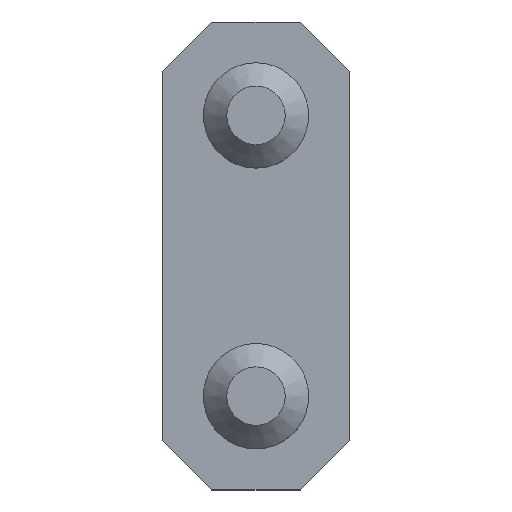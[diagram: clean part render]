
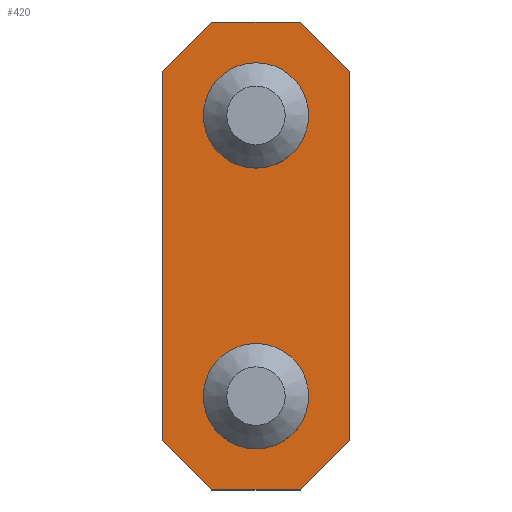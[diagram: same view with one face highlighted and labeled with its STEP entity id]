
A CAD part, top view. The second image highlights one B-rep face of the part: STEP entity #420.
In plain terms, the highlighted planar face has unit normal (0, 0, 1).
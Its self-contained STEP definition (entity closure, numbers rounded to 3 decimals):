
#15=FACE_BOUND('',#97,.T.);
#16=FACE_BOUND('',#98,.T.);
#36=PLANE('',#472);
#68=FACE_OUTER_BOUND('',#96,.T.);
#96=EDGE_LOOP('',(#379,#380,#381,#382,#383,#384,#385,#386));
#97=EDGE_LOOP('',(#387));
#98=EDGE_LOOP('',(#388));
#108=LINE('',#636,#152);
#114=LINE('',#649,#158);
#122=LINE('',#665,#166);
#128=LINE('',#678,#172);
#137=LINE('',#691,#181);
#138=LINE('',#693,#182);
#141=LINE('',#704,#185);
#142=LINE('',#706,#186);
#152=VECTOR('',#520,10.);
#158=VECTOR('',#530,10.);
#166=VECTOR('',#544,10.);
#172=VECTOR('',#554,10.);
#181=VECTOR('',#571,10.);
#182=VECTOR('',#574,10.);
#185=VECTOR('',#589,10.);
#186=VECTOR('',#592,10.);
#195=CIRCLE('',#467,1.9);
#196=CIRCLE('',#469,1.9);
#208=VERTEX_POINT('',#634);
#209=VERTEX_POINT('',#635);
#213=VERTEX_POINT('',#647);
#214=VERTEX_POINT('',#648);
#218=VERTEX_POINT('',#663);
#219=VERTEX_POINT('',#664);
#223=VERTEX_POINT('',#676);
#224=VERTEX_POINT('',#677);
#225=VERTEX_POINT('',#696);
#226=VERTEX_POINT('',#700);
#244=EDGE_CURVE('',#208,#209,#108,.T.);
#250=EDGE_CURVE('',#213,#214,#114,.T.);
#258=EDGE_CURVE('',#218,#219,#122,.T.);
#264=EDGE_CURVE('',#223,#224,#128,.T.);
#273=EDGE_CURVE('',#208,#214,#137,.T.);
#274=EDGE_CURVE('',#213,#224,#138,.T.);
#275=EDGE_CURVE('',#225,#225,#195,.T.);
#277=EDGE_CURVE('',#226,#226,#196,.T.);
#279=EDGE_CURVE('',#223,#219,#141,.T.);
#280=EDGE_CURVE('',#218,#209,#142,.T.);
#379=ORIENTED_EDGE('',*,*,#244,.F.);
#380=ORIENTED_EDGE('',*,*,#273,.T.);
#381=ORIENTED_EDGE('',*,*,#250,.F.);
#382=ORIENTED_EDGE('',*,*,#274,.T.);
#383=ORIENTED_EDGE('',*,*,#264,.F.);
#384=ORIENTED_EDGE('',*,*,#279,.T.);
#385=ORIENTED_EDGE('',*,*,#258,.F.);
#386=ORIENTED_EDGE('',*,*,#280,.T.);
#387=ORIENTED_EDGE('',*,*,#275,.T.);
#388=ORIENTED_EDGE('',*,*,#277,.T.);
#420=ADVANCED_FACE('',(#68,#15,#16),#36,.T.);
#467=AXIS2_PLACEMENT_3D('',#697,#579,#580);
#469=AXIS2_PLACEMENT_3D('',#701,#584,#585);
#472=AXIS2_PLACEMENT_3D('',#707,#593,#594);
#520=DIRECTION('',(0.707,0.707,0.));
#530=DIRECTION('',(-0.707,0.707,0.));
#544=DIRECTION('',(0.707,-0.707,0.));
#554=DIRECTION('',(-0.707,-0.707,0.));
#571=DIRECTION('',(0.,-1.,0.));
#574=DIRECTION('',(1.,0.,0.));
#579=DIRECTION('center_axis',(0.,0.,-1.));
#580=DIRECTION('ref_axis',(1.,0.,0.));
#584=DIRECTION('center_axis',(0.,0.,-1.));
#585=DIRECTION('ref_axis',(1.,0.,0.));
#589=DIRECTION('',(0.,1.,0.));
#592=DIRECTION('',(-1.,0.,0.));
#593=DIRECTION('center_axis',(0.,0.,1.));
#594=DIRECTION('ref_axis',(1.,0.,0.));
#634=CARTESIAN_POINT('',(0.,17.9,0.));
#635=CARTESIAN_POINT('',(2.1,20.,0.));
#636=CARTESIAN_POINT('',(-0.45,17.45,0.));
#647=CARTESIAN_POINT('',(2.1,0.,0.));
#648=CARTESIAN_POINT('',(0.,2.1,0.));
#649=CARTESIAN_POINT('',(-0.45,2.55,0.));
#663=CARTESIAN_POINT('',(5.9,20.,0.));
#664=CARTESIAN_POINT('',(8.,17.9,0.));
#665=CARTESIAN_POINT('',(8.45,17.45,0.));
#676=CARTESIAN_POINT('',(8.,2.1,0.));
#677=CARTESIAN_POINT('',(5.9,0.,0.));
#678=CARTESIAN_POINT('',(8.45,2.55,0.));
#691=CARTESIAN_POINT('',(0.,20.,0.));
#693=CARTESIAN_POINT('',(0.,0.,0.));
#696=CARTESIAN_POINT('',(2.1,16.,0.));
#697=CARTESIAN_POINT('Origin',(4.,16.,0.));
#700=CARTESIAN_POINT('',(2.1,4.,0.));
#701=CARTESIAN_POINT('Origin',(4.,4.,0.));
#704=CARTESIAN_POINT('',(8.,0.,0.));
#706=CARTESIAN_POINT('',(8.,20.,0.));
#707=CARTESIAN_POINT('Origin',(4.,10.,0.));
